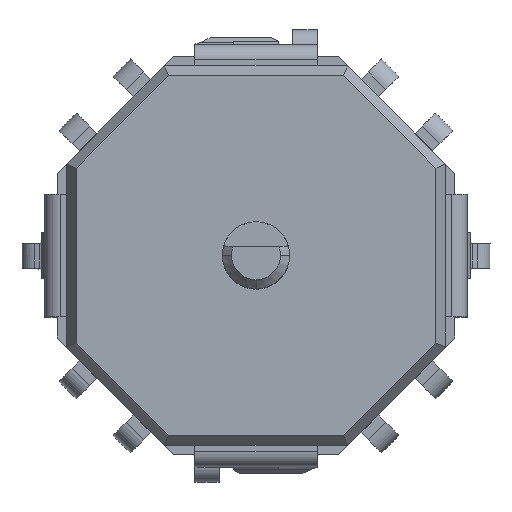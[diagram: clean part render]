
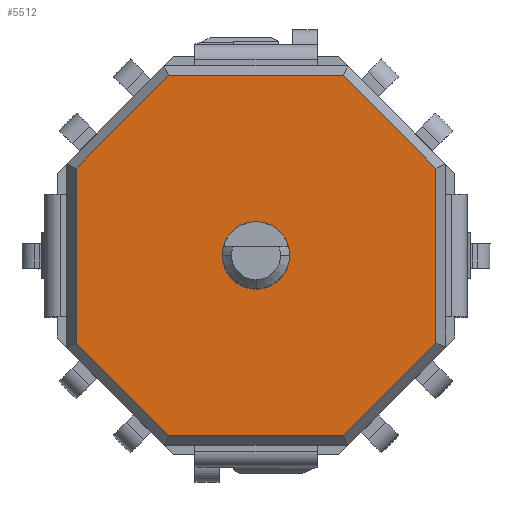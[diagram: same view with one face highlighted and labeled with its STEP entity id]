
A CAD part, top view. The second image highlights one B-rep face of the part: STEP entity #5512.
In plain terms, the highlighted face is planar.
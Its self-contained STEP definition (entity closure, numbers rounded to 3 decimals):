
#386 = VERTEX_POINT ( 'NONE', #661 ) ;
#395 = VERTEX_POINT ( 'NONE', #11772 ) ;
#399 = VERTEX_POINT ( 'NONE', #5760 ) ;
#411 = VERTEX_POINT ( 'NONE', #2476 ) ;
#413 = VERTEX_POINT ( 'NONE', #2478 ) ;
#422 = VERTEX_POINT ( 'NONE', #2487 ) ;
#438 = VERTEX_POINT ( 'NONE', #2503 ) ;
#452 = VERTEX_POINT ( 'NONE', #2517 ) ;
#463 = VERTEX_POINT ( 'NONE', #2528 ) ;
#661 = CARTESIAN_POINT ( 'NONE',  ( 2.861, 5.882, -6.4 ) ) ;
#860 = CARTESIAN_POINT ( 'NONE',  ( 5.882, -5.882, -6.4 ) ) ;
#861 = PLANE ( 'NONE',  #6383 ) ;
#869 = DIRECTION ( 'NONE',  ( 0., 0., -1. ) ) ;
#870 = DIRECTION ( 'NONE',  ( -1., 0., 0. ) ) ;
#1105 = CARTESIAN_POINT ( 'NONE',  ( 0., 5.882, -6.4 ) ) ;
#1120 = DIRECTION ( 'NONE',  ( 1., 0., 0. ) ) ;
#1136 = CARTESIAN_POINT ( 'NONE',  ( 2.861, 5.882, -6.4 ) ) ;
#1137 = DIRECTION ( 'NONE',  ( 0.707, -0.707, 0. ) ) ;
#1140 = CARTESIAN_POINT ( 'NONE',  ( 5.882, 0., -6.4 ) ) ;
#1141 = DIRECTION ( 'NONE',  ( 0., -1., 0. ) ) ;
#1148 = CARTESIAN_POINT ( 'NONE',  ( 5.882, -2.861, -6.4 ) ) ;
#1149 = DIRECTION ( 'NONE',  ( -0.707, -0.707, 0. ) ) ;
#1150 = CARTESIAN_POINT ( 'NONE',  ( -2.861, -5.882, -6.4 ) ) ;
#1151 = DIRECTION ( 'NONE',  ( -0.707, 0.707, 0. ) ) ;
#1152 = CARTESIAN_POINT ( 'NONE',  ( 0., -5.882, -6.4 ) ) ;
#1153 = DIRECTION ( 'NONE',  ( -1., 0., 0. ) ) ;
#1158 = CARTESIAN_POINT ( 'NONE',  ( -5.882, 0., -6.4 ) ) ;
#1159 = DIRECTION ( 'NONE',  ( 0., 1., 0. ) ) ;
#1167 = CARTESIAN_POINT ( 'NONE',  ( -5.882, 2.861, -6.4 ) ) ;
#1168 = DIRECTION ( 'NONE',  ( 0.707, 0.707, 0. ) ) ;
#1169 = CARTESIAN_POINT ( 'NONE',  ( 0., 0., -6.4 ) ) ;
#1182 = DIRECTION ( 'NONE',  ( 0., 0., 1. ) ) ;
#1183 = DIRECTION ( 'NONE',  ( 0., -1., 0. ) ) ;
#1186 = CARTESIAN_POINT ( 'NONE',  ( 0., 0., -6.4 ) ) ;
#1193 = DIRECTION ( 'NONE',  ( 0., 0., 1. ) ) ;
#1194 = DIRECTION ( 'NONE',  ( 0., -1., 0. ) ) ;
#1656 = CARTESIAN_POINT ( 'NONE',  ( 0., 0., -6.4 ) ) ;
#1658 = DIRECTION ( 'NONE',  ( 0., 0., 1. ) ) ;
#1659 = DIRECTION ( 'NONE',  ( 0., -1., 0. ) ) ;
#2476 = CARTESIAN_POINT ( 'NONE',  ( -5.882, 2.861, -6.4 ) ) ;
#2478 = CARTESIAN_POINT ( 'NONE',  ( -5.882, -2.861, -6.4 ) ) ;
#2487 = CARTESIAN_POINT ( 'NONE',  ( 5.882, -2.861, -6.4 ) ) ;
#2503 = CARTESIAN_POINT ( 'NONE',  ( -2.861, 5.882, -6.4 ) ) ;
#2517 = CARTESIAN_POINT ( 'NONE',  ( -2.861, -5.882, -6.4 ) ) ;
#2528 = CARTESIAN_POINT ( 'NONE',  ( 1.1, 0., -6.4 ) ) ;
#5512 = ADVANCED_FACE ( 'NONE', ( #6762, #6764 ), #861, .T. ) ;
#5760 = CARTESIAN_POINT ( 'NONE',  ( 2.861, -5.882, -6.4 ) ) ;
#6383 = AXIS2_PLACEMENT_3D ( 'NONE', #860, #869, #870 ) ;
#6762 = FACE_BOUND ( 'NONE', #13969, .T. ) ;
#6764 = FACE_OUTER_BOUND ( 'NONE', #13970, .T. ) ;
#7175 = EDGE_CURVE ( 'NONE', #438, #386, #10915, .T. ) ;
#7183 = EDGE_CURVE ( 'NONE', #386, #395, #10930, .T. ) ;
#7185 = EDGE_CURVE ( 'NONE', #395, #422, #10934, .T. ) ;
#7189 = EDGE_CURVE ( 'NONE', #422, #399, #10942, .T. ) ;
#7190 = EDGE_CURVE ( 'NONE', #452, #413, #10944, .T. ) ;
#7191 = EDGE_CURVE ( 'NONE', #399, #452, #10946, .T. ) ;
#7194 = EDGE_CURVE ( 'NONE', #413, #411, #10952, .T. ) ;
#7197 = EDGE_CURVE ( 'NONE', #411, #438, #10951, .T. ) ;
#7202 = EDGE_CURVE ( 'NONE', #11839, #463, #10963, .T. ) ;
#7206 = EDGE_CURVE ( 'NONE', #463, #11835, #10969, .T. ) ;
#7388 = EDGE_CURVE ( 'NONE', #11835, #11839, #11278, .T. ) ;
#8177 = CARTESIAN_POINT ( 'NONE',  ( -1.1, 0., -6.4 ) ) ;
#8181 = CARTESIAN_POINT ( 'NONE',  ( 0., -1.1, -6.4 ) ) ;
#10909 = VECTOR ( 'NONE', #1120, 1000. ) ;
#10915 = LINE ( 'NONE', #1105, #10909 ) ;
#10930 = LINE ( 'NONE', #1136, #10931 ) ;
#10931 = VECTOR ( 'NONE', #1137, 1000. ) ;
#10934 = LINE ( 'NONE', #1140, #10935 ) ;
#10935 = VECTOR ( 'NONE', #1141, 1000. ) ;
#10942 = LINE ( 'NONE', #1148, #10943 ) ;
#10943 = VECTOR ( 'NONE', #1149, 1000. ) ;
#10944 = LINE ( 'NONE', #1150, #10945 ) ;
#10945 = VECTOR ( 'NONE', #1151, 1000. ) ;
#10946 = LINE ( 'NONE', #1152, #10947 ) ;
#10947 = VECTOR ( 'NONE', #1153, 1000. ) ;
#10951 = LINE ( 'NONE', #1167, #10955 ) ;
#10952 = LINE ( 'NONE', #1158, #10953 ) ;
#10953 = VECTOR ( 'NONE', #1159, 1000. ) ;
#10955 = VECTOR ( 'NONE', #1168, 1000. ) ;
#10963 = CIRCLE ( 'NONE', #14599, 1.1 ) ;
#10969 = CIRCLE ( 'NONE', #14601, 1.1 ) ;
#11278 = CIRCLE ( 'NONE', #14857, 1.1 ) ;
#11772 = CARTESIAN_POINT ( 'NONE',  ( 5.882, 2.861, -6.4 ) ) ;
#11835 = VERTEX_POINT ( 'NONE', #8177 ) ;
#11839 = VERTEX_POINT ( 'NONE', #8181 ) ;
#13646 = ORIENTED_EDGE ( 'NONE', *, *, #7191, .T. ) ;
#13647 = ORIENTED_EDGE ( 'NONE', *, *, #7189, .T. ) ;
#13648 = ORIENTED_EDGE ( 'NONE', *, *, #7185, .T. ) ;
#13649 = ORIENTED_EDGE ( 'NONE', *, *, #7183, .T. ) ;
#13650 = ORIENTED_EDGE ( 'NONE', *, *, #7197, .T. ) ;
#13651 = ORIENTED_EDGE ( 'NONE', *, *, #7194, .T. ) ;
#13652 = ORIENTED_EDGE ( 'NONE', *, *, #7202, .T. ) ;
#13653 = ORIENTED_EDGE ( 'NONE', *, *, #7388, .T. ) ;
#13654 = ORIENTED_EDGE ( 'NONE', *, *, #7206, .T. ) ;
#13710 = ORIENTED_EDGE ( 'NONE', *, *, #7190, .T. ) ;
#13718 = ORIENTED_EDGE ( 'NONE', *, *, #7175, .T. ) ;
#13969 = EDGE_LOOP ( 'NONE', ( #13654, #13653, #13652 ) ) ;
#13970 = EDGE_LOOP ( 'NONE', ( #13651, #13650, #13718, #13649, #13648, #13647, #13646, #13710 ) ) ;
#14599 = AXIS2_PLACEMENT_3D ( 'NONE', #1169, #1182, #1183 ) ;
#14601 = AXIS2_PLACEMENT_3D ( 'NONE', #1186, #1193, #1194 ) ;
#14857 = AXIS2_PLACEMENT_3D ( 'NONE', #1656, #1658, #1659 ) ;
